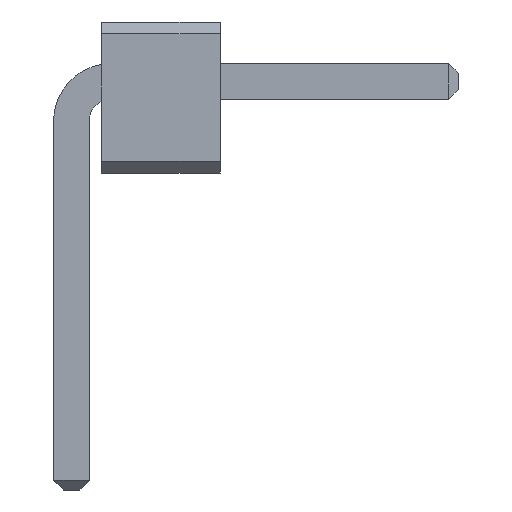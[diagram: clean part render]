
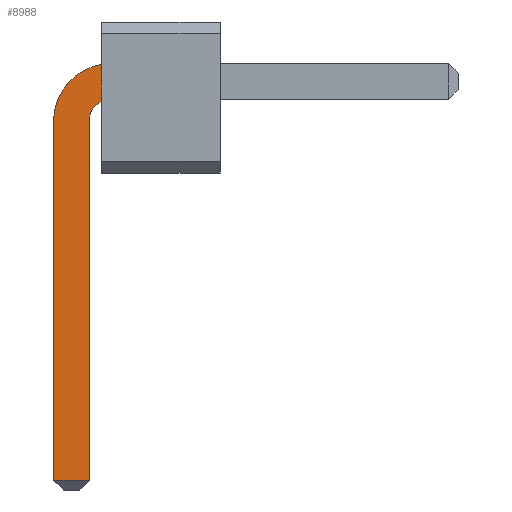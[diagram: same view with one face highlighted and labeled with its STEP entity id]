
A CAD part, front view. The second image highlights one B-rep face of the part: STEP entity #8988.
In plain terms, the highlighted planar face has unit normal (0, -1, 0).
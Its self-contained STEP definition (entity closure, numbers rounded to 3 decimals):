
#3156 = VERTEX_POINT('',#3157);
#3157 = CARTESIAN_POINT('',(0.25,-20.15,0.779));
#3165 = EDGE_CURVE('',#3156,#3166,#3168,.T.);
#3166 = VERTEX_POINT('',#3167);
#3167 = CARTESIAN_POINT('',(0.25,-20.15,0.467));
#3168 = LINE('',#3169,#3170);
#3169 = CARTESIAN_POINT('',(0.25,-20.15,0.1));
#3170 = VECTOR('',#3171,1.);
#3171 = DIRECTION('',(0.,0.,-1.));
#8903 = VERTEX_POINT('',#8904);
#8904 = CARTESIAN_POINT('',(-0.15,-20.15,0.335));
#8910 = EDGE_CURVE('',#8903,#3156,#8911,.T.);
#8911 = CIRCLE('',#8912,0.485);
#8912 = AXIS2_PLACEMENT_3D('',#8913,#8914,#8915);
#8913 = CARTESIAN_POINT('',(0.333,-20.15,0.302));
#8914 = DIRECTION('',(0.,1.,0.));
#8915 = DIRECTION('',(-0.998,0.,
0.069));
#8969 = EDGE_CURVE('',#3166,#8970,#8972,.T.);
#8970 = VERTEX_POINT('',#8971);
#8971 = CARTESIAN_POINT('',(0.15,-20.15,0.335));
#8972 = CIRCLE('',#8973,0.194);
#8973 = AXIS2_PLACEMENT_3D('',#8974,#8975,#8976);
#8974 = CARTESIAN_POINT('',(0.34,-20.15,0.295));
#8975 = DIRECTION('',(0.,-1.,0.));
#8976 = DIRECTION('',(-0.207,0.,0.978)
);
#8988 = ADVANCED_FACE('',(#8989),#9016,.F.);
#8989 = FACE_BOUND('',#8990,.F.);
#8990 = EDGE_LOOP('',(#8991,#8992,#8993,#9001,#9009,#9015));
#8991 = ORIENTED_EDGE('',*,*,#3165,.T.);
#8992 = ORIENTED_EDGE('',*,*,#8969,.T.);
#8993 = ORIENTED_EDGE('',*,*,#8994,.T.);
#8994 = EDGE_CURVE('',#8970,#8995,#8997,.T.);
#8995 = VERTEX_POINT('',#8996);
#8996 = CARTESIAN_POINT('',(0.15,-20.15,-2.72));
#8997 = LINE('',#8998,#8999);
#8998 = CARTESIAN_POINT('',(0.15,-20.15,0.335));
#8999 = VECTOR('',#9000,1.);
#9000 = DIRECTION('',(0.,0.,-1.));
#9001 = ORIENTED_EDGE('',*,*,#9002,.T.);
#9002 = EDGE_CURVE('',#8995,#9003,#9005,.T.);
#9003 = VERTEX_POINT('',#9004);
#9004 = CARTESIAN_POINT('',(-0.15,-20.15,-2.72));
#9005 = LINE('',#9006,#9007);
#9006 = CARTESIAN_POINT('',(0.15,-20.15,-2.72));
#9007 = VECTOR('',#9008,1.);
#9008 = DIRECTION('',(-1.,0.,0.));
#9009 = ORIENTED_EDGE('',*,*,#9010,.T.);
#9010 = EDGE_CURVE('',#9003,#8903,#9011,.T.);
#9011 = LINE('',#9012,#9013);
#9012 = CARTESIAN_POINT('',(-0.15,-20.15,-2.8));
#9013 = VECTOR('',#9014,1.);
#9014 = DIRECTION('',(0.,0.,1.));
#9015 = ORIENTED_EDGE('',*,*,#8910,.T.);
#9016 = PLANE('',#9017);
#9017 = AXIS2_PLACEMENT_3D('',#9018,#9019,#9020);
#9018 = CARTESIAN_POINT('',(0.841,-20.15,-0.301));
#9019 = DIRECTION('',(0.,1.,-0.));
#9020 = DIRECTION('',(0.,0.,-1.));
